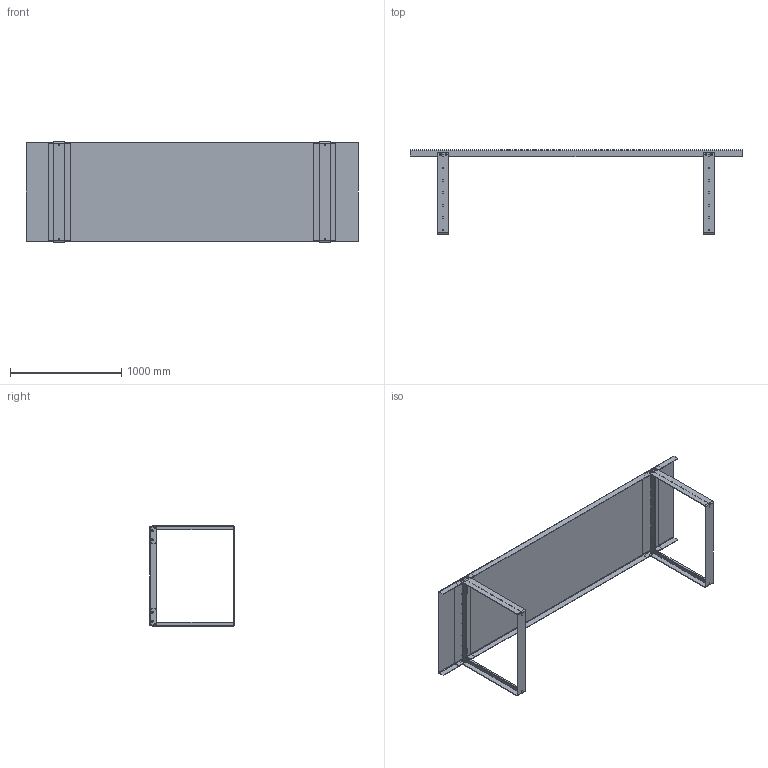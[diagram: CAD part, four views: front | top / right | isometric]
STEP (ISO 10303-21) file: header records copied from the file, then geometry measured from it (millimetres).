
FILE_DESCRIPTION (( 'STEP AP203' ), '1' );
FILE_NAME ('PLACA TP300.STEP', '2021-03-02T07:17:58', ( '' ), ( '' ), 'SwSTEP 2.0', 'SolidWorks 2020', '' );
FILE_SCHEMA (( 'CONFIG_CONTROL_DESIGN' ));
Length unit declared in the file: millimetre
Products named in the file (13): PLACA TP300 Leg; plain washer grade a_din...0_Washer DIN 125 - A 8.4; PLACA TP300 Table top; PLACA TP300 reinforcement 1; Bolt DIN 933-M8x20; PLACA TP300 Leg strip 2; Nut DIN934-M8; PLACA TP300; PLACA TP300 Table top plate; PLACA TP300 Leg strip; socket countersunk head screw_din0_DIN 7991 - M8 x 25 --- 16.8N; PLACA TP300 reinforcement 2
Assembly tree (70 placements, depth 3):
  PLACA TP300
    PLACA TP300 Table top
      PLACA TP300 Table top plate
      PLACA TP300 reinforcement 1  x2
      PLACA TP300 reinforcement 2  x2
    PLACA TP300 Leg
      PLACA TP300 Leg strip
      PLACA TP300 Leg strip 2  x2
    PLACA TP300 Leg
      PLACA TP300 Leg strip
      PLACA TP300 Leg strip 2  x2
    socket countersunk head screw_din0_DIN 7991 - M8 x 25 --- 16.8N  x8
    plain washer grade a_din...0_Washer DIN 125 - A 8.4  x24
    Bolt DIN 933-M8x20  x8
    Nut DIN934-M8  x16
Bounding box: 2990 x 760 x 906 mm (x, y, z)
Volume: 17454865 mm3; surface area: 8350260.6 mm2
Topology: 67 solids, 67 shells, 1402 faces, 3508 edges, 2240 vertices
Faces by surface type: plane 974, cylinder 332, cone 80, torus 16
Entity records: 16125 total; most frequent: CARTESIAN_POINT 2300, DIRECTION 2286, ORIENTED_EDGE 2204, EDGE_CURVE 1102, LINE 904, VECTOR 904, VERTEX_POINT 705, AXIS2_PLACEMENT_3D 691
